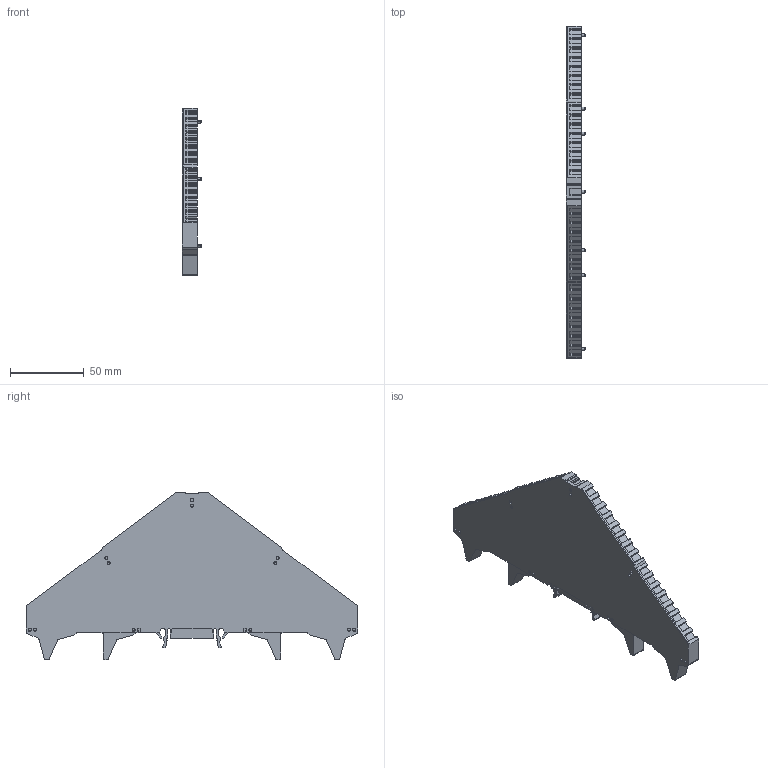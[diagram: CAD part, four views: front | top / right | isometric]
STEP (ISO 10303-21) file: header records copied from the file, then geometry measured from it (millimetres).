
FILE_DESCRIPTION(('CATIA V5R22 STEP214','CAx-IF Rec.Pracs.--- Model Styling and Organization---1.4--- 2014-01-23'),'2;1');
FILE_NAME ('008286-2_0', '2021-06-22T06:11:45+00:00', ('Weidmueller Interface'), ('Weidmueller'), 'CATIA Version 5-6 Release 2016 SP3 HF44', 'CATIA V5 STEP AP214', 'none');
FILE_SCHEMA(('AUTOMOTIVE_DESIGN { 1 0 10303 214 1 1 1 1 }'));
Length unit declared in the file: millimetre
Products named in the file (1): 1173540000
Bounding box: 13.2 x 225 x 113.4 mm (x, y, z)
Volume: 141603.7 mm3; surface area: 38423.7 mm2
Topology: 3 solids, 3 shells, 1208 faces, 3513 edges, 2339 vertices
Faces by surface type: plane 616, cylinder 558, cone 18, torus 12, extrusion 4
Entity records: 38906 total; most frequent: CARTESIAN_POINT 8261, ORIENTED_EDGE 7026, DIRECTION 5263, EDGE_CURVE 3513, VERTEX_POINT 2339, VECTOR 2273, LINE 2269, AXIS2_PLACEMENT_3D 1996
